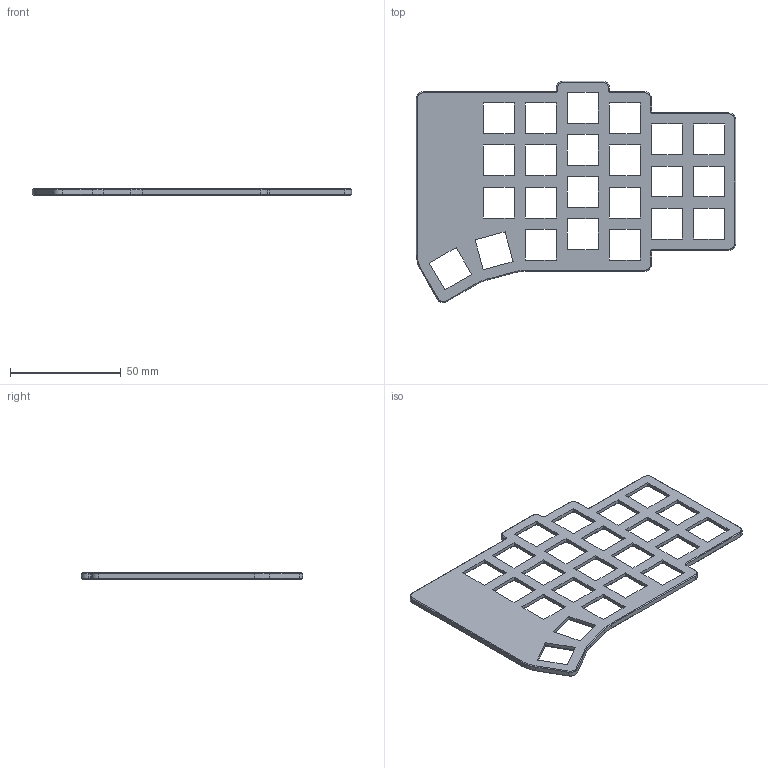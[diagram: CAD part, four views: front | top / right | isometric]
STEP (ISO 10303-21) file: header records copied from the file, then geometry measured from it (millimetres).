
FILE_DESCRIPTION(('FreeCAD Model'),'2;1');
FILE_NAME('Open CASCADE Shape Model','2025-01-10T16:30:47',(''),(''), 'Open CASCADE STEP processor 7.6','FreeCAD','Unknown');
FILE_SCHEMA(('AUTOMOTIVE_DESIGN { 1 0 10303 214 1 1 1 1 }'));
Length unit declared in the file: millimetre
Products named in the file (1): Plate-Mirrored
Bounding box: 144.25 x 99.98 x 2.8 mm (x, y, z)
Volume: 16941.6 mm3; surface area: 18586.6 mm2
Topology: 1 solids, 1 shells, 391 faces, 1038 edges, 672 vertices
Faces by surface type: plane 254, cylinder 107, cone 30
Entity records: 12150 total; most frequent: CARTESIAN_POINT 2102, ORIENTED_EDGE 2076, DIRECTION 2066, EDGE_CURVE 1038, LINE 794, VECTOR 794, VERTEX_POINT 672, AXIS2_PLACEMENT_3D 636
